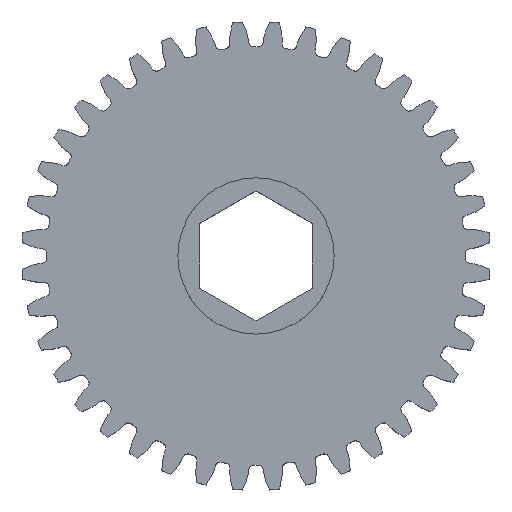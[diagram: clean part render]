
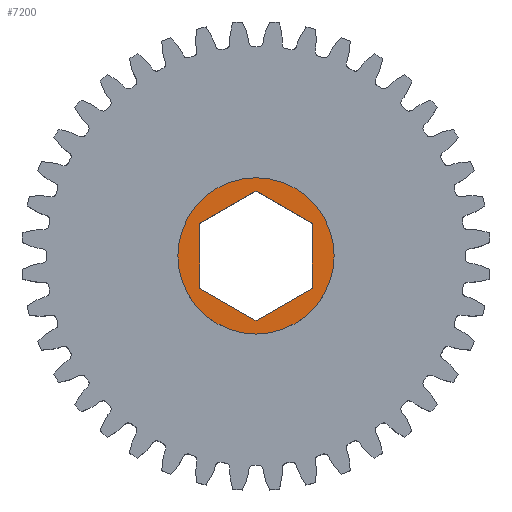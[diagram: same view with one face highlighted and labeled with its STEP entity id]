
A CAD part, top view. The second image highlights one B-rep face of the part: STEP entity #7200.
In plain terms, the highlighted planar face has unit normal (0, 0, 1).
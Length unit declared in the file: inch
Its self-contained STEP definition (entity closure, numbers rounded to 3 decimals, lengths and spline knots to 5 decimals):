
#639 = AXIS2_PLACEMENT_3D ( 'NONE', #9444, #9443, #9442 ) ;
#641 = AXIS2_PLACEMENT_3D ( 'NONE', #9474, #9473, #9472 ) ;
#644 = EDGE_CURVE ( 'NONE', #11522, #11635, #1247, .T. ) ;
#655 = EDGE_CURVE ( 'NONE', #11568, #11529, #1229, .T. ) ;
#656 = EDGE_CURVE ( 'NONE', #11557, #11453, #1227, .T. ) ;
#657 = EDGE_CURVE ( 'NONE', #11453, #11609, #1225, .T. ) ;
#658 = EDGE_CURVE ( 'NONE', #11609, #11522, #1223, .T. ) ;
#659 = EDGE_CURVE ( 'NONE', #11635, #11611, #1221, .T. ) ;
#660 = EDGE_CURVE ( 'NONE', #11611, #11557, #1219, .T. ) ;
#669 = EDGE_CURVE ( 'NONE', #11529, #11568, #1203, .T. ) ;
#1203 = CIRCLE ( 'NONE', #639, 0.35 ) ;
#1216 = VECTOR ( 'NONE', #9464, 39.37008 ) ;
#1218 = VECTOR ( 'NONE', #9466, 39.37008 ) ;
#1219 = LINE ( 'NONE', #9465, #1216 ) ;
#1220 = VECTOR ( 'NONE', #9468, 39.37008 ) ;
#1221 = LINE ( 'NONE', #9467, #1218 ) ;
#1222 = VECTOR ( 'NONE', #9470, 39.37008 ) ;
#1223 = LINE ( 'NONE', #9469, #1220 ) ;
#1224 = VECTOR ( 'NONE', #9479, 39.37008 ) ;
#1225 = LINE ( 'NONE', #9471, #1222 ) ;
#1227 = LINE ( 'NONE', #9475, #1224 ) ;
#1229 = CIRCLE ( 'NONE', #641, 0.35 ) ;
#1246 = VECTOR ( 'NONE', #9500, 39.37008 ) ;
#1247 = LINE ( 'NONE', #9497, #1246 ) ;
#1690 = EDGE_LOOP ( 'NONE', ( #11440, #11439, #11438, #11437, #11436, #11435 ) ) ;
#1710 = EDGE_LOOP ( 'NONE', ( #11434, #11433 ) ) ;
#1833 = AXIS2_PLACEMENT_3D ( 'NONE', #12563, #12572, #12573 ) ;
#2114 = FACE_OUTER_BOUND ( 'NONE', #1710, .T. ) ;
#2117 = FACE_BOUND ( 'NONE', #1690, .T. ) ;
#7200 = ADVANCED_FACE ( 'NONE', ( #2117, #2114 ), #12567, .T. ) ;
#9442 = DIRECTION ( 'NONE',  ( 1., 0., 0. ) ) ;
#9443 = DIRECTION ( 'NONE',  ( 0., 0., 1. ) ) ;
#9444 = CARTESIAN_POINT ( 'NONE',  ( 0., 0., 0.249 ) ) ;
#9464 = DIRECTION ( 'NONE',  ( -0.866, 0.5, 0. ) ) ;
#9465 = CARTESIAN_POINT ( 'NONE',  ( 0., -0.29041, 0.249 ) ) ;
#9466 = DIRECTION ( 'NONE',  ( -0.866, -0.5, 0. ) ) ;
#9467 = CARTESIAN_POINT ( 'NONE',  ( 0.2515, -0.1452, 0.249 ) ) ;
#9468 = DIRECTION ( 'NONE',  ( 0.866, -0.5, 0. ) ) ;
#9469 = CARTESIAN_POINT ( 'NONE',  ( 0., 0.29041, 0.249 ) ) ;
#9470 = DIRECTION ( 'NONE',  ( 0.866, 0.5, 0. ) ) ;
#9471 = CARTESIAN_POINT ( 'NONE',  ( -0.2515, 0.1452, 0.249 ) ) ;
#9472 = DIRECTION ( 'NONE',  ( 1., 0., 0. ) ) ;
#9473 = DIRECTION ( 'NONE',  ( 0., 0., 1. ) ) ;
#9474 = CARTESIAN_POINT ( 'NONE',  ( 0., 0., 0.249 ) ) ;
#9475 = CARTESIAN_POINT ( 'NONE',  ( -0.2515, -0.1452, 0.249 ) ) ;
#9479 = DIRECTION ( 'NONE',  ( 0., 1., 0. ) ) ;
#9497 = CARTESIAN_POINT ( 'NONE',  ( 0.2515, 0.1452, 0.249 ) ) ;
#9500 = DIRECTION ( 'NONE',  ( 0., -1., 0. ) ) ;
#11433 = ORIENTED_EDGE ( 'NONE', *, *, #669, .T. ) ;
#11434 = ORIENTED_EDGE ( 'NONE', *, *, #655, .T. ) ;
#11435 = ORIENTED_EDGE ( 'NONE', *, *, #660, .T. ) ;
#11436 = ORIENTED_EDGE ( 'NONE', *, *, #659, .T. ) ;
#11437 = ORIENTED_EDGE ( 'NONE', *, *, #644, .T. ) ;
#11438 = ORIENTED_EDGE ( 'NONE', *, *, #658, .T. ) ;
#11439 = ORIENTED_EDGE ( 'NONE', *, *, #657, .T. ) ;
#11440 = ORIENTED_EDGE ( 'NONE', *, *, #656, .T. ) ;
#11453 = VERTEX_POINT ( 'NONE', #14256 ) ;
#11522 = VERTEX_POINT ( 'NONE', #14301 ) ;
#11529 = VERTEX_POINT ( 'NONE', #14329 ) ;
#11557 = VERTEX_POINT ( 'NONE', #14307 ) ;
#11568 = VERTEX_POINT ( 'NONE', #14361 ) ;
#11609 = VERTEX_POINT ( 'NONE', #14381 ) ;
#11611 = VERTEX_POINT ( 'NONE', #14392 ) ;
#11635 = VERTEX_POINT ( 'NONE', #14412 ) ;
#12563 = CARTESIAN_POINT ( 'NONE',  ( 0., 0., 0.249 ) ) ;
#12567 = PLANE ( 'NONE',  #1833 ) ;
#12572 = DIRECTION ( 'NONE',  ( 0., 0., 1. ) ) ;
#12573 = DIRECTION ( 'NONE',  ( 1., 0., 0. ) ) ;
#14256 = CARTESIAN_POINT ( 'NONE',  ( -0.2515, 0.1452, 0.249 ) ) ;
#14301 = CARTESIAN_POINT ( 'NONE',  ( 0.2515, 0.1452, 0.249 ) ) ;
#14307 = CARTESIAN_POINT ( 'NONE',  ( -0.2515, -0.1452, 0.249 ) ) ;
#14329 = CARTESIAN_POINT ( 'NONE',  ( 0.35, 0., 0.249 ) ) ;
#14361 = CARTESIAN_POINT ( 'NONE',  ( -0.35, 0., 0.249 ) ) ;
#14381 = CARTESIAN_POINT ( 'NONE',  ( 0., 0.29041, 0.249 ) ) ;
#14392 = CARTESIAN_POINT ( 'NONE',  ( 0., -0.29041, 0.249 ) ) ;
#14412 = CARTESIAN_POINT ( 'NONE',  ( 0.2515, -0.1452, 0.249 ) ) ;
